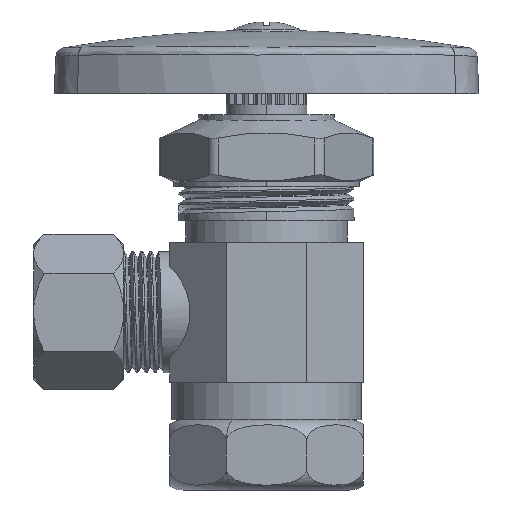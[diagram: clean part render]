
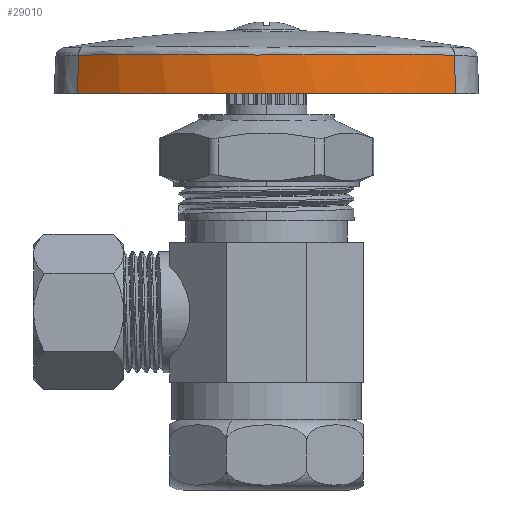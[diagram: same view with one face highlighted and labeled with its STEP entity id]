
A CAD part, left-side view. The second image highlights one B-rep face of the part: STEP entity #29010.
In plain terms, the highlighted conical face has half-angle 2 degrees and reference radius 35.035 mm.
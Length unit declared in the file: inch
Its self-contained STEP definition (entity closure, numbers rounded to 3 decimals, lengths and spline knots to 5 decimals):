
#25843=CARTESIAN_POINT('',(0.84107,0.,1.263));
#25844=DIRECTION('',(0.,0.,-1.));
#25845=DIRECTION('',(-0.773,-0.634,0.));
#25846=AXIS2_PLACEMENT_3D('',#25843,#25844,#25845);
#25878=CARTESIAN_POINT('',(-0.22332,-0.87257,
1.44139));
#25890=DIRECTION('',(0.027,0.022,0.999));
#25891=VECTOR('',#25890,0.1785);
#25892=CARTESIAN_POINT('',(-0.22814,-0.87652,1.263));
#25893=LINE('',#25892,#25891);
#26065=CARTESIAN_POINT('',(-0.22332,0.87257,
1.44139));
#26075=CARTESIAN_POINT('',(-0.22332,0.87257,
1.44139));
#26076=CARTESIAN_POINT('',(-0.26696,0.81917,
1.44456));
#26077=CARTESIAN_POINT('',(-0.34675,0.70531,
1.44798));
#26078=CARTESIAN_POINT('',(-0.44053,0.51591,
1.44763));
#26079=CARTESIAN_POINT('',(-0.50437,0.31406,
1.4451));
#26080=CARTESIAN_POINT('',(-0.53655,0.10536,
1.4431));
#26081=CARTESIAN_POINT('',(-0.53655,-0.1054,
1.4431));
#26082=CARTESIAN_POINT('',(-0.50436,-0.31409,
1.4451));
#26083=CARTESIAN_POINT('',(-0.44051,-0.51594,
1.44763));
#26084=CARTESIAN_POINT('',(-0.34673,-0.70534,
1.44798));
#26085=CARTESIAN_POINT('',(-0.26695,-0.81918,
1.44456));
#26086=CARTESIAN_POINT('',(-0.22332,-0.87257,
1.44139));
#26096=DIRECTION('',(0.027,-0.022,0.999));
#26097=VECTOR('',#26096,0.1785);
#26098=CARTESIAN_POINT('',(-0.22814,0.87652,1.263));
#26099=LINE('',#26098,#26097);
#28450=VERTEX_POINT('',#25878);
#28454=CARTESIAN_POINT('',(-0.22814,-0.87652,1.263));
#28455=VERTEX_POINT('',#28454);
#28465=VERTEX_POINT('',#26065);
#28466=CARTESIAN_POINT('',(-0.22814,0.87652,1.263));
#28467=VERTEX_POINT('',#28466);
#28999=CARTESIAN_POINT('',(0.84107,0.,1.35539));
#29000=DIRECTION('',(0.,0.,-1.));
#29001=DIRECTION('',(-1.,0.,0.));
#29002=AXIS2_PLACEMENT_3D('',#28999,#29000,#29001);
#29003=CONICAL_SURFACE('',#29002,1.37934,2.);
#29004=ORIENTED_EDGE('',*,*,#28993,.F.);
#29005=ORIENTED_EDGE('',*,*,#28788,.F.);
#29006=ORIENTED_EDGE('',*,*,#28502,.F.);
#29007=ORIENTED_EDGE('',*,*,#28528,.T.);
#29008=EDGE_LOOP('',(#29004,#29005,#29006,#29007));
#29009=FACE_OUTER_BOUND('',#29008,.F.);
#29010=ADVANCED_FACE('',(#29009),#29003,.F.);
#25847=CIRCLE('',#25846,1.38257);
#26087=B_SPLINE_CURVE_WITH_KNOTS('',3,(#26075,#26076,#26077,#26078,#26079,
#26080,#26081,#26082,#26083,#26084,#26085,#26086),.UNSPECIFIED.,.F.,.F.,(4,1,1,
1,1,1,1,1,1,4),(0.,0.11111,0.22222,0.33333,
0.44444,0.55556,0.66667,0.77778,
0.88889,1.),.UNSPECIFIED.);
#28502=EDGE_CURVE('',#28455,#28467,#25847,.T.);
#28528=EDGE_CURVE('',#28455,#28450,#25893,.T.);
#28788=EDGE_CURVE('',#28467,#28465,#26099,.T.);
#28993=EDGE_CURVE('',#28465,#28450,#26087,.T.);
